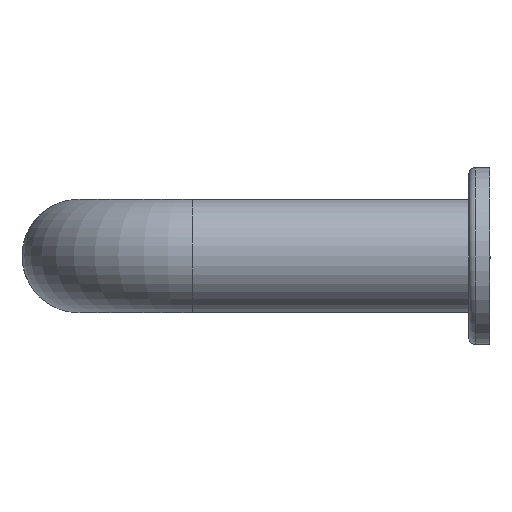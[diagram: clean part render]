
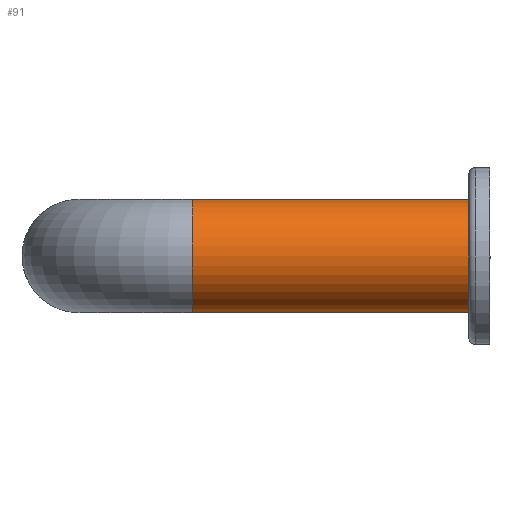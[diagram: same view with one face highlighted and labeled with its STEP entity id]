
A CAD part, left-side view. The second image highlights one B-rep face of the part: STEP entity #91.
In plain terms, the highlighted cylindrical face has radius 4 mm (diameter 8 mm), a full revolution.
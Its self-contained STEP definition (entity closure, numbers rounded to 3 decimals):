
#91 = ADVANCED_FACE( '', ( #200, #201 ), #202, .T. );
#200 = FACE_OUTER_BOUND( '', #307, .T. );
#201 = FACE_OUTER_BOUND( '', #308, .T. );
#202 = CYLINDRICAL_SURFACE( '', #309, 4. );
#307 = EDGE_LOOP( '', ( #450 ) );
#308 = EDGE_LOOP( '', ( #451 ) );
#309 = AXIS2_PLACEMENT_3D( '', #452, #453, #454 );
#450 = ORIENTED_EDGE( '', *, *, #487, .F. );
#451 = ORIENTED_EDGE( '', *, *, #480, .T. );
#452 = CARTESIAN_POINT( '', ( 4., 0., 0. ) );
#453 = DIRECTION( '', ( 0., 1., 0. ) );
#454 = DIRECTION( '', ( 0., 0., -1. ) );
#480 = EDGE_CURVE( '', #535, #535, #536, .T. );
#487 = EDGE_CURVE( '', #547, #547, #548, .T. );
#535 = VERTEX_POINT( '', #608 );
#536 = CIRCLE( '', #609, 4. );
#547 = VERTEX_POINT( '', #620 );
#548 = CIRCLE( '', #621, 4. );
#608 = CARTESIAN_POINT( '', ( 4., 21., -4. ) );
#609 = AXIS2_PLACEMENT_3D( '', #682, #683, #684 );
#620 = CARTESIAN_POINT( '', ( 4., 1.5, -4. ) );
#621 = AXIS2_PLACEMENT_3D( '', #697, #698, #699 );
#682 = CARTESIAN_POINT( '', ( 4., 21., 0. ) );
#683 = DIRECTION( '', ( 0., -1., 0. ) );
#684 = DIRECTION( '', ( 0., 0., -1. ) );
#697 = CARTESIAN_POINT( '', ( 4., 1.5, 0. ) );
#698 = DIRECTION( '', ( 0., -1., 0. ) );
#699 = DIRECTION( '', ( 0., 0., -1. ) );
